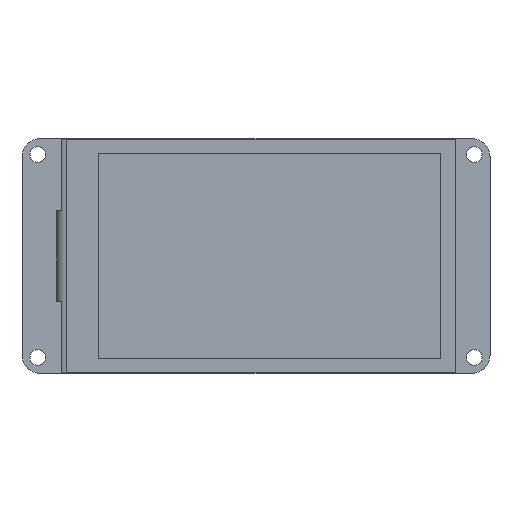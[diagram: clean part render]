
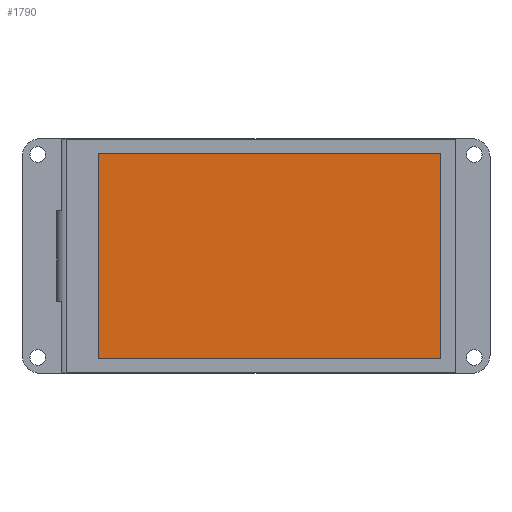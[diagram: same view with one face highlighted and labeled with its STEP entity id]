
A CAD part, top view. The second image highlights one B-rep face of the part: STEP entity #1790.
In plain terms, the highlighted planar face has unit normal (0, 0, 1).
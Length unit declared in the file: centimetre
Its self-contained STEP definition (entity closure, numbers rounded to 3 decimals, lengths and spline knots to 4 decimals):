
#1677=CARTESIAN_POINT('',(-3.207,-2.088,0.535));
#1678=VERTEX_POINT('',#1677);
#1679=CARTESIAN_POINT('',(3.753,-2.088,0.535));
#1680=VERTEX_POINT('',#1679);
#1681=CARTESIAN_POINT('',(-12348.207,-2.088,0.535));
#1682=DIRECTION('',(1.,0.,-0.));
#1683=VECTOR('',#1682,24690.);
#1684=LINE('',#1681,#1683);
#1685=EDGE_CURVE('',#1678,#1680,#1684,.T.);
#1716=CARTESIAN_POINT('',(3.753,2.088,0.535));
#1717=VERTEX_POINT('',#1716);
#1718=CARTESIAN_POINT('',(3.753,-12347.088,0.535));
#1719=DIRECTION('',(0.,1.,0.));
#1720=VECTOR('',#1719,24690.);
#1721=LINE('',#1718,#1720);
#1722=EDGE_CURVE('',#1680,#1717,#1721,.T.);
#1741=CARTESIAN_POINT('',(-3.207,2.088,0.535));
#1742=VERTEX_POINT('',#1741);
#1743=CARTESIAN_POINT('',(12348.753,2.088,0.535));
#1744=DIRECTION('',(-1.,0.,0.));
#1745=VECTOR('',#1744,24690.);
#1746=LINE('',#1743,#1745);
#1747=EDGE_CURVE('',#1717,#1742,#1746,.T.);
#1766=CARTESIAN_POINT('',(-3.207,12347.088,0.535));
#1767=DIRECTION('',(0.,-1.,0.));
#1768=VECTOR('',#1767,24690.);
#1769=LINE('',#1766,#1768);
#1770=EDGE_CURVE('',#1742,#1678,#1769,.T.);
#1779=CARTESIAN_POINT('',(0.273,0.,0.535));
#1780=DIRECTION('',(-0.,0.,1.));
#1781=DIRECTION('',(1.,0.,0.));
#1782=AXIS2_PLACEMENT_3D('',#1779,#1780,#1781);
#1783=PLANE('',#1782);
#1784=ORIENTED_EDGE('',*,*,#1685,.T.);
#1785=ORIENTED_EDGE('',*,*,#1722,.T.);
#1786=ORIENTED_EDGE('',*,*,#1747,.T.);
#1787=ORIENTED_EDGE('',*,*,#1770,.T.);
#1788=EDGE_LOOP('',(#1784,#1785,#1786,#1787));
#1789=FACE_BOUND('',#1788,.T.);
#1790=ADVANCED_FACE('',(#1789),#1783,.T.);
